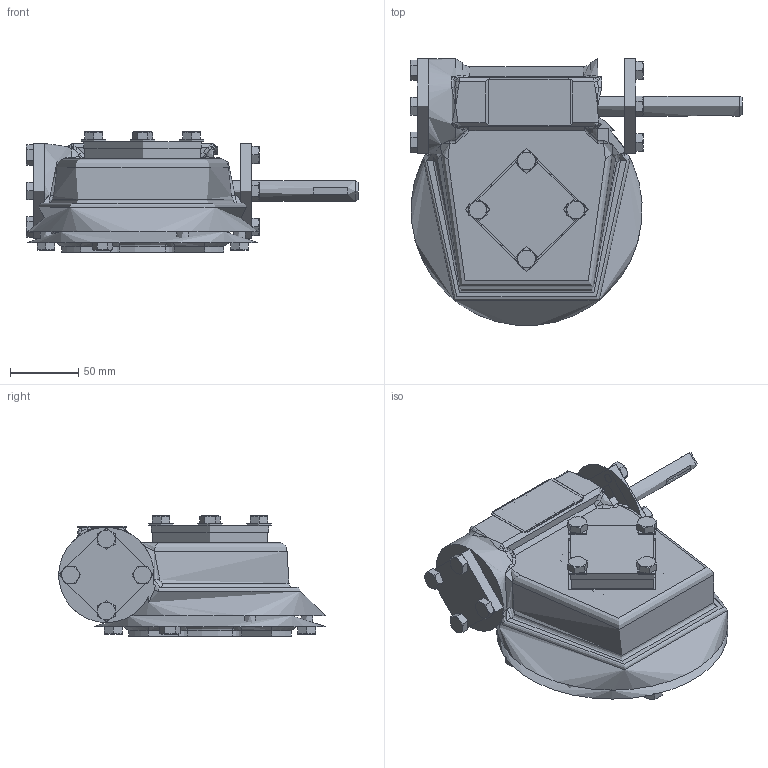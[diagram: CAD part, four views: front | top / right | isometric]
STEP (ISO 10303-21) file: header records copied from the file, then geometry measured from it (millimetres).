
FILE_DESCRIPTION(/* description */ ('Unknown'),/* implementation_level */ '2;1');
FILE_NAME(/* name */ 'PUB-MTW3-MAN-F12',/* time_stamp */ '2015-12-09T08:48:33+00:00',/* author */ ('Unknown'),/* organization */ ('Unknown'),/* preprocessor_version */ 'ST-DEVELOPER v16',/* originating_system */ 'DEX',/* authorisation */ $);
FILE_SCHEMA (('AUTOMOTIVE_DESIGN {1 0 10303 214 3 1 1}'));
Length unit declared in the file: millimetre
Products named in the file (1): PUB-MTW3-MAN-F12
Bounding box: 244.09 x 195.91 x 88.45 mm (x, y, z)
Volume: 1078.3 mm3
Topology: 1 solids, 33 shells, 419 faces, 1045 edges, 641 vertices
Faces by surface type: plane 152, cone 108, cylinder 72, bspline 62, torus 21, sphere 4
Full cylindrical faces by diameter (mm): 8.5 x4, 10.106 x4, 15 x1, 18 x4, 60 x1, 70 x3, 85 x1, 86.5 x1, 90.25 x1, 170 x1
Entity records: 20470 total; most frequent: CARTESIAN_POINT 11228, ORIENTED_EDGE 1814, DIRECTION 1690, EDGE_CURVE 986, AXIS2_PLACEMENT_3D 704, VERTEX_POINT 632, FACE_BOUND 510, EDGE_LOOP 506
